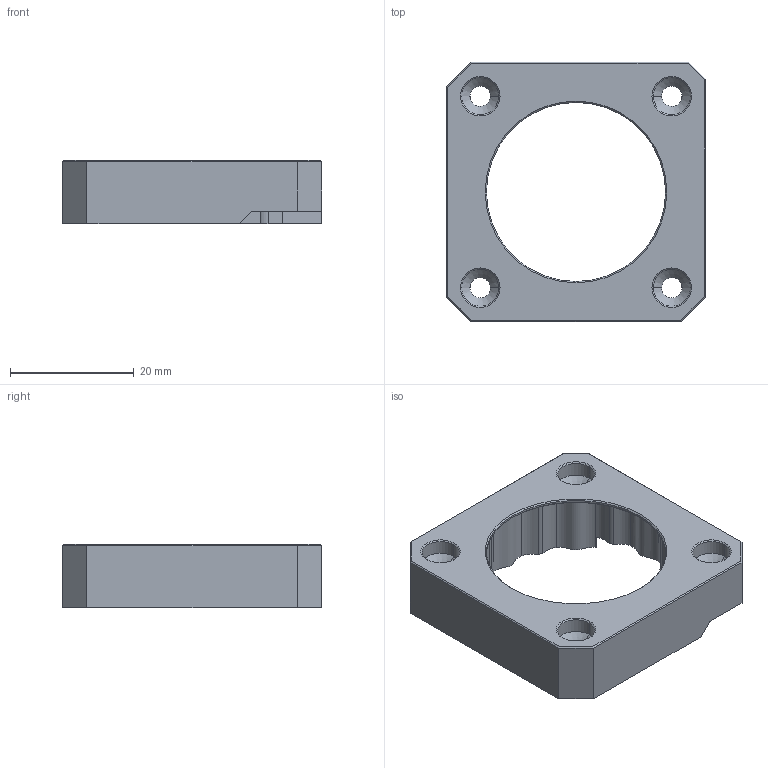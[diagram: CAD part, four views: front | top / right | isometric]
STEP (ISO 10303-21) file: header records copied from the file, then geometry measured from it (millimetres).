
FILE_DESCRIPTION (( 'STEP AP214' ), '1' );
FILE_NAME ('ring pins-mirror.STEP', '2022-05-02T08:30:29', ( '' ), ( '' ), 'SwSTEP 2.0', 'SolidWorks 2021', '' );
FILE_SCHEMA (( 'AUTOMOTIVE_DESIGN' ));
Length unit declared in the file: millimetre
Products named in the file (1): ring pins-mirror
Bounding box: 42 x 42 x 10.25 mm (x, y, z)
Volume: 8959.2 mm3; surface area: 5119.7 mm2
Topology: 1 solids, 1 shells, 100 faces, 257 edges, 159 vertices
Faces by surface type: plane 29, cylinder 27, bspline 24, cone 20
Entity records: 4439 total; most frequent: CARTESIAN_POINT 2083, ORIENTED_EDGE 514, DIRECTION 427, EDGE_CURVE 257, VERTEX_POINT 159, AXIS2_PLACEMENT_3D 143, LINE 141, VECTOR 141
